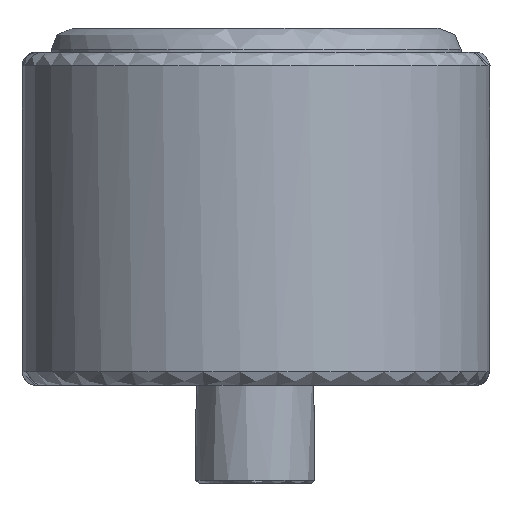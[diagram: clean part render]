
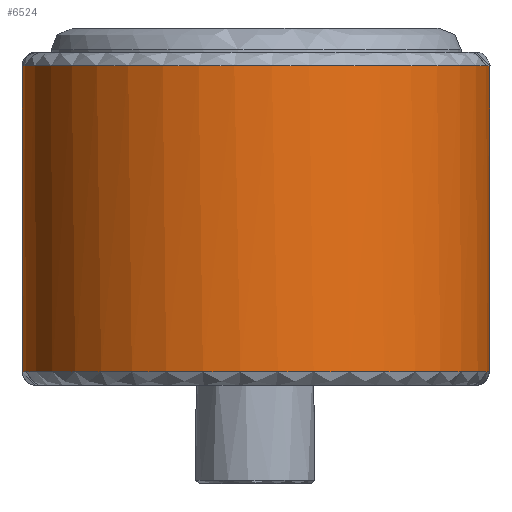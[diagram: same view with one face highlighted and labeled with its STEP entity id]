
A CAD part, left-side view. The second image highlights one B-rep face of the part: STEP entity #6524.
In plain terms, the highlighted free-form (B-spline) face has degree [2, 1] with [5, 2] control points.
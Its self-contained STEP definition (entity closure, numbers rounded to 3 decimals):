
#1869 = VERTEX_POINT('',#1870);
#1870 = CARTESIAN_POINT('',(-114.844,14.85,
    -28.643));
#1902 = VERTEX_POINT('',#1903);
#1903 = CARTESIAN_POINT('',(-114.844,-9.431,
    -28.643));
#1909 = EDGE_CURVE('',#1902,#1869,#1910,.T.);
#1910 = ( BOUNDED_CURVE() B_SPLINE_CURVE(2,(#1911,#1912,#1913,#1914,
#1915),.UNSPECIFIED.,.F.,.F.) B_SPLINE_CURVE_WITH_KNOTS((3,2,3),(
    4.713,6.284,7.855),
.PIECEWISE_BEZIER_KNOTS.) CURVE() GEOMETRIC_REPRESENTATION_ITEM() 
RATIONAL_B_SPLINE_CURVE((1.,0.707,1.,0.707,1.)) 
REPRESENTATION_ITEM('') );
#1911 = CARTESIAN_POINT('',(-114.844,-9.431,
    -28.643));
#1912 = CARTESIAN_POINT('',(-126.984,-9.431,
    -28.643));
#1913 = CARTESIAN_POINT('',(-126.984,2.709,
    -28.643));
#1914 = CARTESIAN_POINT('',(-126.984,14.85,
    -28.643));
#1915 = CARTESIAN_POINT('',(-114.844,14.85,
    -28.643));
#6477 = EDGE_CURVE('',#6478,#1902,#6480,.T.);
#6478 = VERTEX_POINT('',#6479);
#6479 = CARTESIAN_POINT('',(-114.844,-9.431,
    -12.767));
#6480 = B_SPLINE_CURVE_WITH_KNOTS('',1,(#6481,#6482),.UNSPECIFIED.,.F.,
  .F.,(2,2),(-1.445,16.458),.PIECEWISE_BEZIER_KNOTS.);
#6481 = CARTESIAN_POINT('',(-114.844,-9.431,
    -12.767));
#6482 = CARTESIAN_POINT('',(-114.844,-9.431,
    -28.643));
#6524 = ADVANCED_FACE('',(#6525),#6544,.T.);
#6525 = FACE_BOUND('',#6526,.T.);
#6526 = EDGE_LOOP('',(#6527,#6528,#6529,#6539));
#6527 = ORIENTED_EDGE('',*,*,#1909,.F.);
#6528 = ORIENTED_EDGE('',*,*,#6477,.F.);
#6529 = ORIENTED_EDGE('',*,*,#6530,.F.);
#6530 = EDGE_CURVE('',#6531,#6478,#6533,.T.);
#6531 = VERTEX_POINT('',#6532);
#6532 = CARTESIAN_POINT('',(-114.844,14.85,
    -12.767));
#6533 = ( BOUNDED_CURVE() B_SPLINE_CURVE(2,(#6534,#6535,#6536,#6537,
#6538),.UNSPECIFIED.,.F.,.F.) B_SPLINE_CURVE_WITH_KNOTS((3,2,3),(
    4.712,6.282,7.853),
.PIECEWISE_BEZIER_KNOTS.) CURVE() GEOMETRIC_REPRESENTATION_ITEM() 
RATIONAL_B_SPLINE_CURVE((1.,0.707,1.,0.707,1.)) 
REPRESENTATION_ITEM('') );
#6534 = CARTESIAN_POINT('',(-114.844,14.85,
    -12.767));
#6535 = CARTESIAN_POINT('',(-126.984,14.85,
    -12.767));
#6536 = CARTESIAN_POINT('',(-126.984,2.709,
    -12.767));
#6537 = CARTESIAN_POINT('',(-126.984,-9.431,
    -12.767));
#6538 = CARTESIAN_POINT('',(-114.844,-9.431,
    -12.767));
#6539 = ORIENTED_EDGE('',*,*,#6540,.F.);
#6540 = EDGE_CURVE('',#1869,#6531,#6541,.T.);
#6541 = B_SPLINE_CURVE_WITH_KNOTS('',1,(#6542,#6543),.UNSPECIFIED.,.F.,
  .F.,(2,2),(-1.445,16.458),.PIECEWISE_BEZIER_KNOTS.);
#6542 = CARTESIAN_POINT('',(-114.844,14.85,
    -28.643));
#6543 = CARTESIAN_POINT('',(-114.844,14.85,
    -12.767));
#6544 = ( BOUNDED_SURFACE() B_SPLINE_SURFACE(2,1,(
    (#6545,#6546)
    ,(#6547,#6548)
    ,(#6549,#6550)
    ,(#6551,#6552)
    ,(#6553,#6554
)),.UNSPECIFIED.,.F.,.F.,.F.) B_SPLINE_SURFACE_WITH_KNOTS((3,2,3),(2,2),
  (4.712,6.283,7.854),(-1.445,
    16.458),.PIECEWISE_BEZIER_KNOTS.) 
GEOMETRIC_REPRESENTATION_ITEM() RATIONAL_B_SPLINE_SURFACE((
    (1.,1.)
    ,(0.707,0.707)
    ,(1.,1.)
    ,(0.707,0.707)
,(1.,1.))) REPRESENTATION_ITEM('') SURFACE() );
#6545 = CARTESIAN_POINT('',(-114.844,-9.431,
    -12.767));
#6546 = CARTESIAN_POINT('',(-114.844,-9.431,
    -28.643));
#6547 = CARTESIAN_POINT('',(-126.984,-9.431,
    -12.767));
#6548 = CARTESIAN_POINT('',(-126.984,-9.431,
    -28.643));
#6549 = CARTESIAN_POINT('',(-126.984,2.709,
    -12.767));
#6550 = CARTESIAN_POINT('',(-126.984,2.709,
    -28.643));
#6551 = CARTESIAN_POINT('',(-126.984,14.85,
    -12.767));
#6552 = CARTESIAN_POINT('',(-126.984,14.85,
    -28.643));
#6553 = CARTESIAN_POINT('',(-114.844,14.85,
    -12.767));
#6554 = CARTESIAN_POINT('',(-114.844,14.85,
    -28.643));
